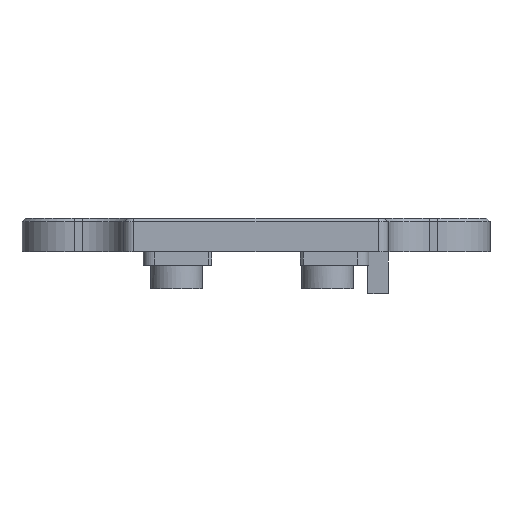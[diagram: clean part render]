
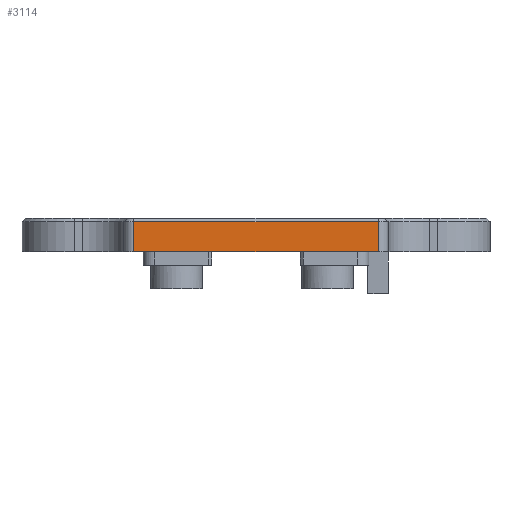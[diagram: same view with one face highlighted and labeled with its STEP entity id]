
A CAD part, left-side view. The second image highlights one B-rep face of the part: STEP entity #3114.
In plain terms, the highlighted planar face has unit normal (-1, 0, 0).
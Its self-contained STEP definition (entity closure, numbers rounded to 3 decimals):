
#26=PLANE('',#3386);
#211=FACE_OUTER_BOUND('',#415,.T.);
#415=EDGE_LOOP('',(#2384,#2385,#2386,#2387));
#589=LINE('',#4646,#918);
#713=LINE('',#4982,#1042);
#714=LINE('',#4984,#1043);
#715=LINE('',#4985,#1044);
#918=VECTOR('',#3712,1000.);
#1042=VECTOR('',#3954,1000.);
#1043=VECTOR('',#3955,1000.);
#1044=VECTOR('',#3956,1000.);
#1413=VERTEX_POINT('',#4643);
#1414=VERTEX_POINT('',#4645);
#1567=VERTEX_POINT('',#4981);
#1568=VERTEX_POINT('',#4983);
#1717=EDGE_CURVE('',#1413,#1414,#589,.T.);
#1889=EDGE_CURVE('',#1413,#1567,#713,.T.);
#1890=EDGE_CURVE('',#1567,#1568,#714,.T.);
#1891=EDGE_CURVE('',#1414,#1568,#715,.T.);
#2384=ORIENTED_EDGE('',*,*,#1717,.F.);
#2385=ORIENTED_EDGE('',*,*,#1889,.T.);
#2386=ORIENTED_EDGE('',*,*,#1890,.T.);
#2387=ORIENTED_EDGE('',*,*,#1891,.F.);
#3114=ADVANCED_FACE('',(#211),#26,.F.);
#3386=AXIS2_PLACEMENT_3D('',#4980,#3952,#3953);
#3712=DIRECTION('',(0.,1.,0.));
#3952=DIRECTION('center_axis',(1.,0.,0.));
#3953=DIRECTION('ref_axis',(0.,0.,-1.));
#3954=DIRECTION('',(0.,0.,1.));
#3955=DIRECTION('',(0.,1.,0.));
#3956=DIRECTION('',(0.,0.,1.));
#4643=CARTESIAN_POINT('',(0.,8.509,1.905));
#4645=CARTESIAN_POINT('',(0.,27.051,1.905));
#4646=CARTESIAN_POINT('',(0.,0.,1.905));
#4980=CARTESIAN_POINT('Origin',(0.,0.,4.445));
#4981=CARTESIAN_POINT('',(0.,8.509,4.191));
#4982=CARTESIAN_POINT('',(0.,8.509,0.));
#4983=CARTESIAN_POINT('',(0.,27.051,4.191));
#4984=CARTESIAN_POINT('',(0.,0.,4.191));
#4985=CARTESIAN_POINT('',(0.,27.051,0.));
